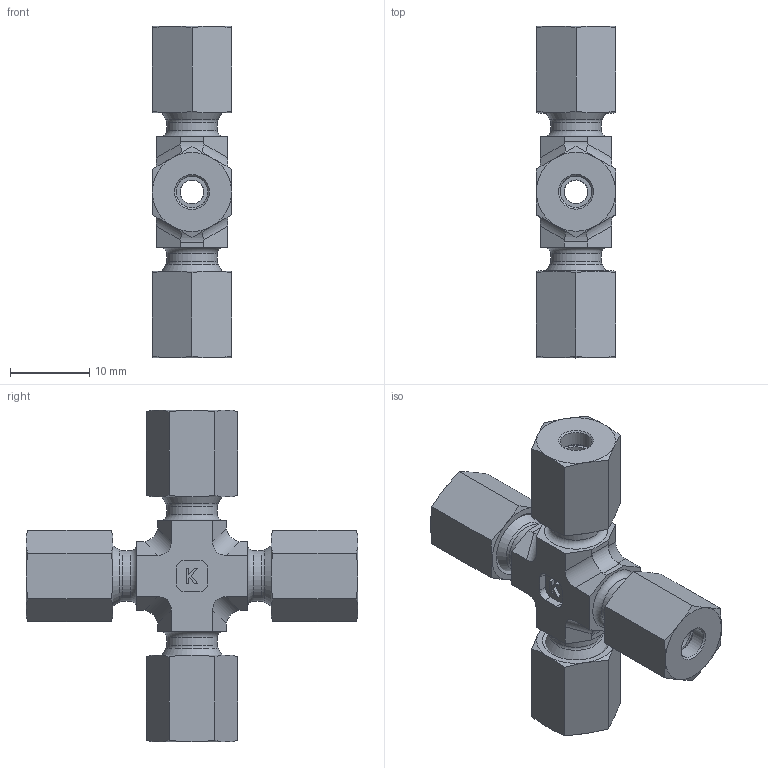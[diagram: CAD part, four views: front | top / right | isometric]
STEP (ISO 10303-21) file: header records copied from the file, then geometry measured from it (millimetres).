
FILE_DESCRIPTION((''),'2;1');
FILE_NAME('4950408.stp','2014-10-14T10:19:46',(''),('KNOMI spol. s r. o.'),'Autodesk Inventor 2012','Autodesk Inventor 2012','');
FILE_SCHEMA(('AUTOMOTIVE_DESIGN { 1 2 10303 214 0 1 1 1 }'));
Length unit declared in the file: millimetre
Products named in the file (4): KS1K 4LL 4xM8x1; 4900408; 3900408; 40004
Assembly tree (9 placements, depth 2):
  KS1K 4LL 4xM8x1
    4900408
    3900408  x4
    40004  x4
Bounding box: 10 x 42 x 42 mm (x, y, z)
Volume: 4866.2 mm3; surface area: 5675.9 mm2
Topology: 9 solids, 9 shells, 244 faces, 568 edges, 350 vertices
Faces by surface type: plane 96, cone 84, cylinder 52, torus 12
Full cylindrical faces by diameter (mm): 3 x4, 4 x12, 4.9 x4, 5.5 x4, 6.4 x4, 6.917 x4, 8 x4
Entity records: 4091 total; most frequent: CARTESIAN_POINT 693, DIRECTION 686, ORIENTED_EDGE 570, EDGE_CURVE 285, AXIS2_PLACEMENT_3D 270, EDGE_LOOP 208, VERTEX_POINT 205, VECTOR 146
